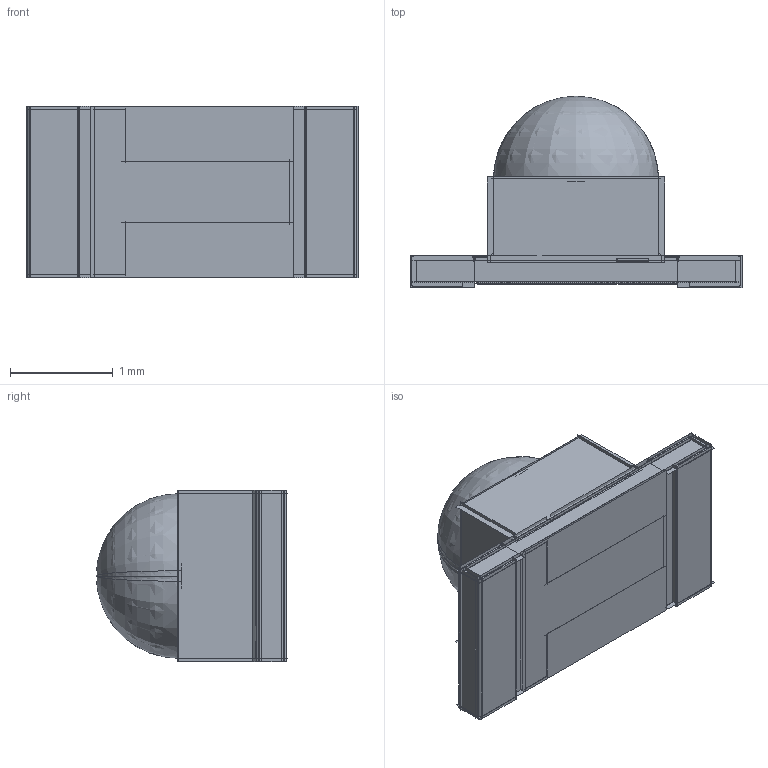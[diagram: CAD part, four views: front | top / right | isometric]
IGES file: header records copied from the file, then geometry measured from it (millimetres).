
Start section:  PTC IGES file: 5W_01.igs
Global section: file name: 5W_01.igs; native system: Creo Parametric by PTC Inc.; preprocessor: 2023352; author: stj225312; organization: Unknown; date: 20250623.142516; units: millimetre
Bounding box: 3.22 x 1.86 x 1.66 mm (x, y, z)
Surface area: 95.6 mm2 (no closed solid volume)
Topology: 0 solids, 0 shells, 402 faces, 5410 edges, 7068 vertices
Faces by surface type: bspline 210, revolution 192
